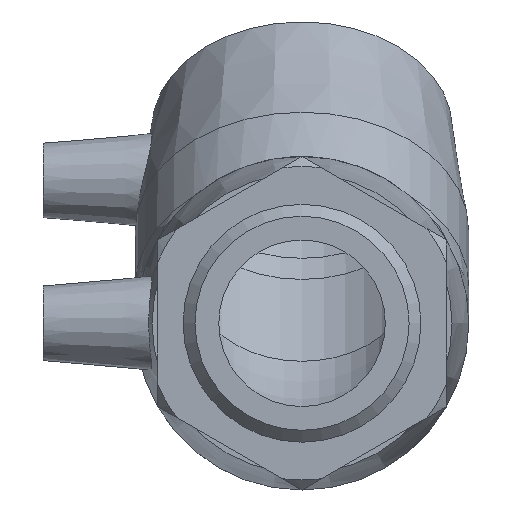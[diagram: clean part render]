
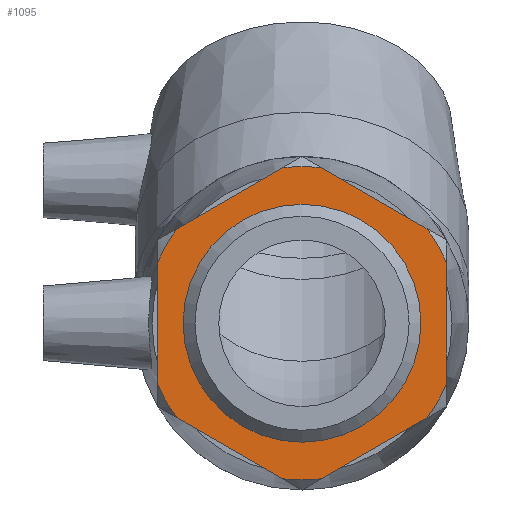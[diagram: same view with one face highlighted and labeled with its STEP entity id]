
A CAD part, left-side view. The second image highlights one B-rep face of the part: STEP entity #1095.
In plain terms, the highlighted planar face has unit normal (-1, 0, 0).
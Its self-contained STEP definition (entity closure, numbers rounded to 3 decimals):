
#20=LINE('',#1623,#56);
#26=LINE('',#1662,#62);
#31=LINE('',#1694,#67);
#36=LINE('',#1731,#72);
#40=LINE('',#1760,#76);
#43=LINE('',#1782,#79);
#56=VECTOR('',#1313,24.489);
#62=VECTOR('',#1321,24.489);
#67=VECTOR('',#1330,24.489);
#72=VECTOR('',#1337,24.489);
#76=VECTOR('',#1345,24.489);
#79=VECTOR('',#1350,24.489);
#171=PLANE('',#1197);
#193=FACE_BOUND('',#341,.T.);
#255=FACE_OUTER_BOUND('',#340,.T.);
#340=EDGE_LOOP('',(#902,#903,#904,#905,#906,#907,#908,#909,#910,#911,#912,
#913));
#341=EDGE_LOOP('',(#914));
#425=CIRCLE('',#1158,23.902);
#440=CIRCLE('',#1198,31.49);
#441=CIRCLE('',#1199,31.49);
#442=CIRCLE('',#1200,31.49);
#443=CIRCLE('',#1201,31.49);
#444=CIRCLE('',#1202,31.49);
#445=CIRCLE('',#1203,31.49);
#485=VERTEX_POINT('',#1614);
#486=VERTEX_POINT('',#1617);
#488=VERTEX_POINT('',#1622);
#494=VERTEX_POINT('',#1642);
#499=VERTEX_POINT('',#1658);
#508=VERTEX_POINT('',#1689);
#509=VERTEX_POINT('',#1693);
#514=VERTEX_POINT('',#1711);
#519=VERTEX_POINT('',#1727);
#526=VERTEX_POINT('',#1755);
#527=VERTEX_POINT('',#1759);
#532=VERTEX_POINT('',#1777);
#533=VERTEX_POINT('',#1781);
#596=EDGE_CURVE('',#485,#485,#425,.T.);
#598=EDGE_CURVE('',#488,#486,#20,.T.);
#611=EDGE_CURVE('',#494,#499,#26,.T.);
#621=EDGE_CURVE('',#509,#508,#31,.T.);
#633=EDGE_CURVE('',#514,#519,#36,.T.);
#642=EDGE_CURVE('',#527,#526,#40,.T.);
#649=EDGE_CURVE('',#533,#532,#43,.T.);
#695=EDGE_CURVE('',#514,#499,#440,.T.);
#696=EDGE_CURVE('',#533,#519,#441,.T.);
#697=EDGE_CURVE('',#527,#532,#442,.T.);
#698=EDGE_CURVE('',#509,#526,#443,.T.);
#699=EDGE_CURVE('',#488,#508,#444,.T.);
#700=EDGE_CURVE('',#494,#486,#445,.T.);
#902=ORIENTED_EDGE('',*,*,#611,.T.);
#903=ORIENTED_EDGE('',*,*,#695,.F.);
#904=ORIENTED_EDGE('',*,*,#633,.T.);
#905=ORIENTED_EDGE('',*,*,#696,.F.);
#906=ORIENTED_EDGE('',*,*,#649,.T.);
#907=ORIENTED_EDGE('',*,*,#697,.F.);
#908=ORIENTED_EDGE('',*,*,#642,.T.);
#909=ORIENTED_EDGE('',*,*,#698,.F.);
#910=ORIENTED_EDGE('',*,*,#621,.T.);
#911=ORIENTED_EDGE('',*,*,#699,.F.);
#912=ORIENTED_EDGE('',*,*,#598,.T.);
#913=ORIENTED_EDGE('',*,*,#700,.F.);
#914=ORIENTED_EDGE('',*,*,#596,.T.);
#1095=ADVANCED_FACE('',(#255,#193),#171,.T.);
#1158=AXIS2_PLACEMENT_3D('',#1615,#1309,#1310);
#1197=AXIS2_PLACEMENT_3D('',#1908,#1423,#1424);
#1198=AXIS2_PLACEMENT_3D('',#1909,#1425,#1426);
#1199=AXIS2_PLACEMENT_3D('',#1910,#1427,#1428);
#1200=AXIS2_PLACEMENT_3D('',#1911,#1429,#1430);
#1201=AXIS2_PLACEMENT_3D('',#1912,#1431,#1432);
#1202=AXIS2_PLACEMENT_3D('',#1913,#1433,#1434);
#1203=AXIS2_PLACEMENT_3D('',#1914,#1435,#1436);
#1309=DIRECTION('center_axis',(1.,0.,0.));
#1310=DIRECTION('ref_axis',(0.,0.,-1.));
#1313=DIRECTION('',(0.,0.,-1.));
#1321=DIRECTION('',(0.,-0.866,-0.5));
#1330=DIRECTION('',(0.,0.866,-0.5));
#1337=DIRECTION('',(0.,-0.866,0.5));
#1345=DIRECTION('',(0.,0.866,0.5));
#1350=DIRECTION('',(0.,0.,1.));
#1423=DIRECTION('center_axis',(-1.,0.,0.));
#1424=DIRECTION('ref_axis',(0.,0.,1.));
#1425=DIRECTION('center_axis',(1.,0.,0.));
#1426=DIRECTION('ref_axis',(0.,0.,1.));
#1427=DIRECTION('center_axis',(1.,0.,0.));
#1428=DIRECTION('ref_axis',(0.,0.,1.));
#1429=DIRECTION('center_axis',(1.,0.,0.));
#1430=DIRECTION('ref_axis',(0.,0.,1.));
#1431=DIRECTION('center_axis',(1.,0.,0.));
#1432=DIRECTION('ref_axis',(0.,0.,1.));
#1433=DIRECTION('center_axis',(1.,0.,0.));
#1434=DIRECTION('ref_axis',(0.,0.,1.));
#1435=DIRECTION('center_axis',(1.,0.,0.));
#1436=DIRECTION('ref_axis',(0.,0.,1.));
#1614=CARTESIAN_POINT('',(-67.813,0.,-23.902));
#1615=CARTESIAN_POINT('Origin',(-67.813,0.,0.));
#1617=CARTESIAN_POINT('',(-67.813,29.012,-12.245));
#1622=CARTESIAN_POINT('',(-67.813,29.012,12.245));
#1623=CARTESIAN_POINT('',(-67.813,29.012,-25.125));
#1642=CARTESIAN_POINT('',(-67.813,25.11,-19.003));
#1658=CARTESIAN_POINT('',(-67.813,3.902,-31.247));
#1662=CARTESIAN_POINT('',(-67.813,0.,-33.5));
#1689=CARTESIAN_POINT('',(-67.813,25.11,19.003));
#1693=CARTESIAN_POINT('',(-67.813,3.902,31.247));
#1694=CARTESIAN_POINT('',(-67.813,29.012,16.75));
#1711=CARTESIAN_POINT('',(-67.813,-3.902,-31.247));
#1727=CARTESIAN_POINT('',(-67.813,-25.11,-19.003));
#1731=CARTESIAN_POINT('',(-67.813,-14.506,-25.125));
#1755=CARTESIAN_POINT('',(-67.813,-3.902,31.247));
#1759=CARTESIAN_POINT('',(-67.813,-25.11,19.003));
#1760=CARTESIAN_POINT('',(-67.813,-14.506,25.125));
#1777=CARTESIAN_POINT('',(-67.813,-29.012,12.245));
#1781=CARTESIAN_POINT('',(-67.813,-29.012,-12.245));
#1782=CARTESIAN_POINT('',(-67.813,-29.012,-8.375));
#1908=CARTESIAN_POINT('Origin',(-67.813,0.,-33.5));
#1909=CARTESIAN_POINT('Origin',(-67.813,0.,0.));
#1910=CARTESIAN_POINT('Origin',(-67.813,0.,0.));
#1911=CARTESIAN_POINT('Origin',(-67.813,0.,0.));
#1912=CARTESIAN_POINT('Origin',(-67.813,0.,0.));
#1913=CARTESIAN_POINT('Origin',(-67.813,0.,0.));
#1914=CARTESIAN_POINT('Origin',(-67.813,0.,0.));
